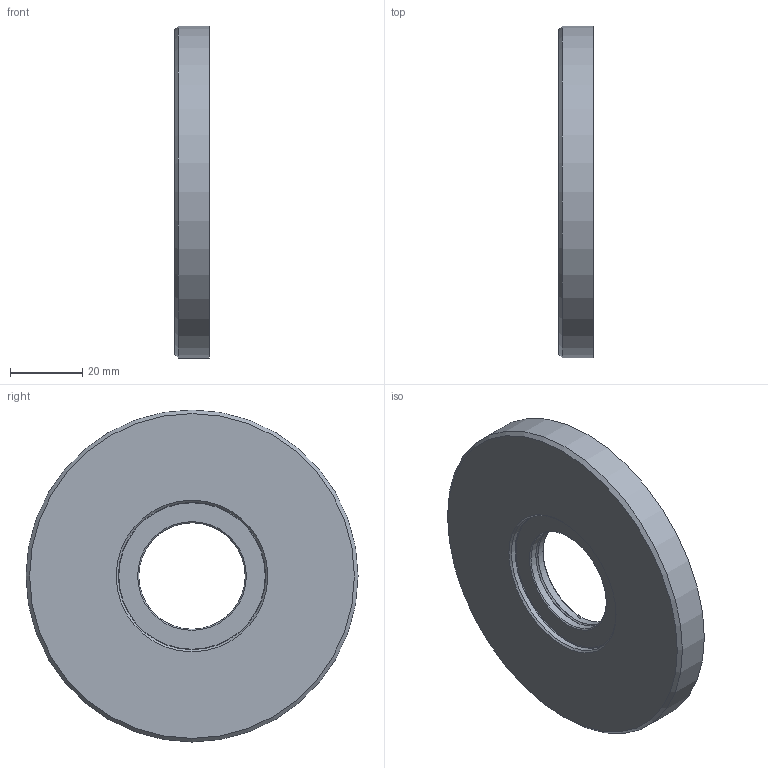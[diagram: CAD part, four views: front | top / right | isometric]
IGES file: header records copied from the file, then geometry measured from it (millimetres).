
Start section: SolidWorks IGES file using analytic representation for surfaces
Global section: file name: DP33675-A_IPT-AR81-C.igs; native system: SolidWorks 2021; preprocessor: SolidWorks 2021; author: lfspanu; date: 240911.142750; units: millimetre
Bounding box: 9.61 x 92 x 92 mm (x, y, z)
Surface area: 17483.9 mm2 (no closed solid volume)
Topology: 0 solids, 0 shells, 38 faces, 146 edges, 126 vertices
Faces by surface type: revolution 24, bspline 14
